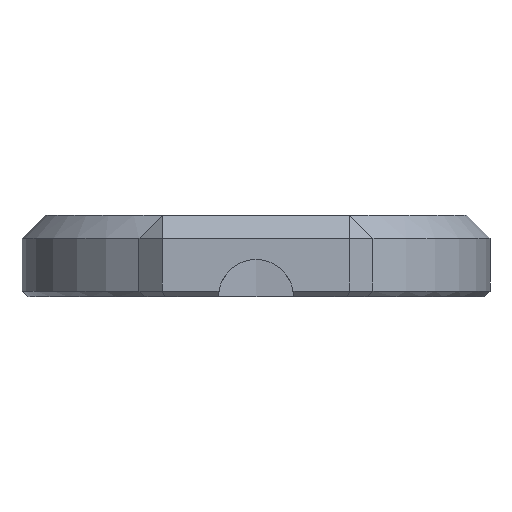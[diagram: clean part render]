
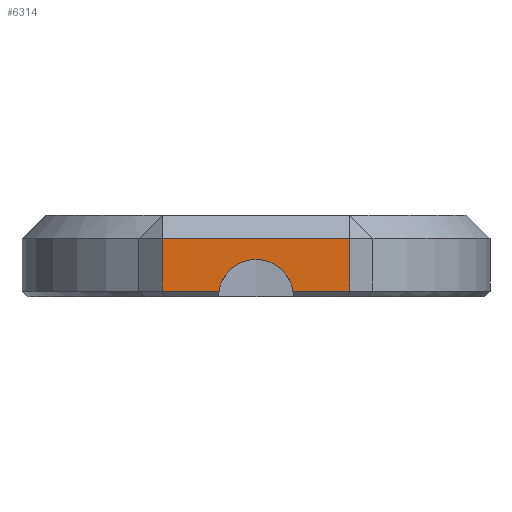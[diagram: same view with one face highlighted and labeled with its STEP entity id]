
A CAD part, left-side view. The second image highlights one B-rep face of the part: STEP entity #6314.
In plain terms, the highlighted planar face has unit normal (-1, 0, 0).
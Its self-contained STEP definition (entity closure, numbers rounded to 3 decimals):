
#4 = VERTEX_POINT ( 'NONE', #151 ) ;
#151 = CARTESIAN_POINT ( 'NONE',  ( 0., 23.161, 0.5 ) ) ;
#215 = CARTESIAN_POINT ( 'NONE',  ( 0., 12., 7. ) ) ;
#322 = PLANE ( 'NONE',  #5443 ) ;
#404 = LINE ( 'NONE', #2409, #4015 ) ;
#471 = ORIENTED_EDGE ( 'NONE', *, *, #3409, .T. ) ;
#811 = ORIENTED_EDGE ( 'NONE', *, *, #1380, .F. ) ;
#908 = VERTEX_POINT ( 'NONE', #4644 ) ;
#951 = VECTOR ( 'NONE', #6311, 1000. ) ;
#1380 = EDGE_CURVE ( 'NONE', #5606, #4, #2019, .T. ) ;
#1487 = CARTESIAN_POINT ( 'NONE',  ( 0., 12., 5. ) ) ;
#1634 = VERTEX_POINT ( 'NONE', #1990 ) ;
#1681 = EDGE_CURVE ( 'NONE', #2607, #908, #1799, .T. ) ;
#1799 = LINE ( 'NONE', #6160, #4011 ) ;
#1842 = CARTESIAN_POINT ( 'NONE',  ( 0., 16.839, 0.5 ) ) ;
#1990 = CARTESIAN_POINT ( 'NONE',  ( 0., 12., 0.5 ) ) ;
#2019 = CIRCLE ( 'NONE', #5056, 3.2 ) ;
#2143 = CARTESIAN_POINT ( 'NONE',  ( 0., 20., 0.004 ) ) ;
#2217 = LINE ( 'NONE', #6254, #5692 ) ;
#2318 = CARTESIAN_POINT ( 'NONE',  ( 0., 0., 7. ) ) ;
#2352 = VERTEX_POINT ( 'NONE', #5552 ) ;
#2409 = CARTESIAN_POINT ( 'NONE',  ( 0., 28., 7. ) ) ;
#2466 = ORIENTED_EDGE ( 'NONE', *, *, #3149, .T. ) ;
#2607 = VERTEX_POINT ( 'NONE', #1487 ) ;
#2634 = ORIENTED_EDGE ( 'NONE', *, *, #2959, .T. ) ;
#2690 = EDGE_LOOP ( 'NONE', ( #811, #6249, #471, #6053, #2466, #2634 ) ) ;
#2743 = DIRECTION ( 'NONE',  ( 0., -1., 0. ) ) ;
#2804 = CARTESIAN_POINT ( 'NONE',  ( 0., 23.2, 0.5 ) ) ;
#2806 = EDGE_CURVE ( 'NONE', #5606, #1634, #2217, .T. ) ;
#2959 = EDGE_CURVE ( 'NONE', #2352, #4, #5301, .T. ) ;
#3149 = EDGE_CURVE ( 'NONE', #908, #2352, #404, .T. ) ;
#3300 = DIRECTION ( 'NONE',  ( -1., 0., 0. ) ) ;
#3409 = EDGE_CURVE ( 'NONE', #1634, #2607, #4217, .T. ) ;
#3824 = DIRECTION ( 'NONE',  ( 0., -1., 0. ) ) ;
#4011 = VECTOR ( 'NONE', #4225, 1000. ) ;
#4015 = VECTOR ( 'NONE', #4468, 1000. ) ;
#4217 = LINE ( 'NONE', #215, #951 ) ;
#4225 = DIRECTION ( 'NONE',  ( 0., 1., 0. ) ) ;
#4266 = DIRECTION ( 'NONE',  ( -1., 0., 0. ) ) ;
#4468 = DIRECTION ( 'NONE',  ( 0., 0., -1. ) ) ;
#4644 = CARTESIAN_POINT ( 'NONE',  ( 0., 28., 5. ) ) ;
#4800 = DIRECTION ( 'NONE',  ( 0., -1., 0. ) ) ;
#4809 = FACE_OUTER_BOUND ( 'NONE', #2690, .T. ) ;
#5056 = AXIS2_PLACEMENT_3D ( 'NONE', #2143, #4266, #6273 ) ;
#5301 = LINE ( 'NONE', #2804, #6002 ) ;
#5443 = AXIS2_PLACEMENT_3D ( 'NONE', #2318, #3300, #3824 ) ;
#5552 = CARTESIAN_POINT ( 'NONE',  ( 0., 28., 0.5 ) ) ;
#5606 = VERTEX_POINT ( 'NONE', #1842 ) ;
#5692 = VECTOR ( 'NONE', #2743, 1000. ) ;
#6002 = VECTOR ( 'NONE', #4800, 1000. ) ;
#6053 = ORIENTED_EDGE ( 'NONE', *, *, #1681, .T. ) ;
#6160 = CARTESIAN_POINT ( 'NONE',  ( 0., 0., 5. ) ) ;
#6249 = ORIENTED_EDGE ( 'NONE', *, *, #2806, .T. ) ;
#6254 = CARTESIAN_POINT ( 'NONE',  ( 0., 12., 0.5 ) ) ;
#6273 = DIRECTION ( 'NONE',  ( 0., -1., 0. ) ) ;
#6311 = DIRECTION ( 'NONE',  ( 0., 0., 1. ) ) ;
#6314 = ADVANCED_FACE ( 'NONE', ( #4809 ), #322, .T. ) ;
